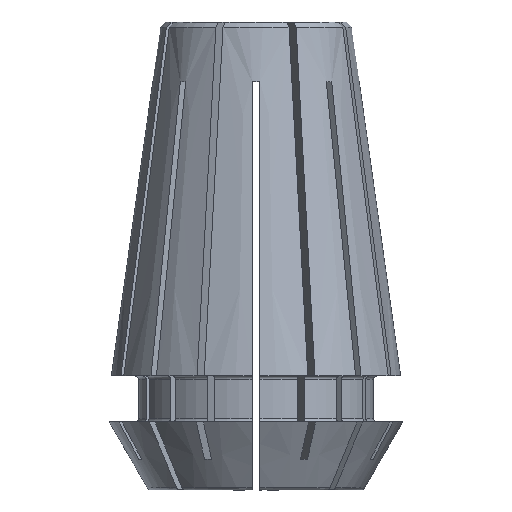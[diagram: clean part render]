
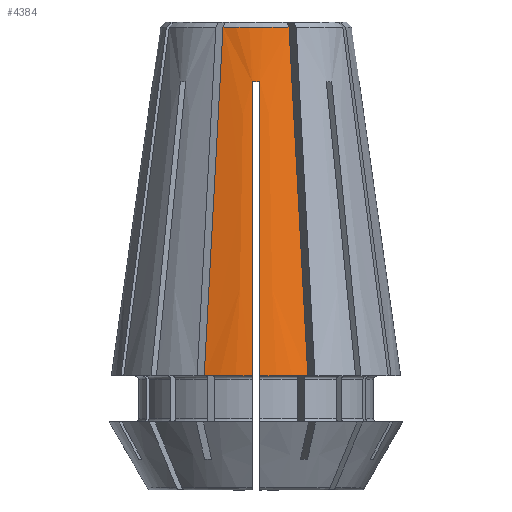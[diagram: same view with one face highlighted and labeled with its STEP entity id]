
A CAD part, front view. The second image highlights one B-rep face of the part: STEP entity #4384.
In plain terms, the highlighted conical face has half-angle 8 degrees and reference radius 5.619 mm.
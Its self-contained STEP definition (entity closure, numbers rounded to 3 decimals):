
#43=CONICAL_SURFACE('',#4862,5.619,0.14);
#192=B_SPLINE_CURVE_WITH_KNOTS('',3,(#7300,#7301,#7302,#7303,#7304,#7305,
#7306),.UNSPECIFIED.,.F.,.F.,(4,3,4),(0.,0.015,
0.021),.UNSPECIFIED.);
#210=B_SPLINE_CURVE_WITH_KNOTS('',3,(#7487,#7488,#7489,#7490,#7491,#7492,
#7493,#7494,#7495,#7496),.UNSPECIFIED.,.F.,.F.,(4,3,3,4),(0.009,
0.011,0.022,0.026),.UNSPECIFIED.);
#237=B_SPLINE_CURVE_WITH_KNOTS('',3,(#7945,#7946,#7947,#7948,#7949,#7950,
#7951),.UNSPECIFIED.,.F.,.F.,(4,3,4),(0.,0.015,
0.021),.UNSPECIFIED.);
#238=B_SPLINE_CURVE_WITH_KNOTS('',3,(#7952,#7953,#7954,#7955,#7956,#7957,
#7958,#7959,#7960,#7961),.UNSPECIFIED.,.F.,.F.,(4,3,3,4),(0.009,
0.011,0.022,0.026),.UNSPECIFIED.);
#1798=ORIENTED_EDGE('',*,*,#2284,.T.);
#1799=ORIENTED_EDGE('',*,*,#2876,.T.);
#1800=ORIENTED_EDGE('',*,*,#2863,.F.);
#1801=ORIENTED_EDGE('',*,*,#2627,.F.);
#1802=ORIENTED_EDGE('',*,*,#2315,.T.);
#1803=ORIENTED_EDGE('',*,*,#2877,.F.);
#1804=ORIENTED_EDGE('',*,*,#2692,.T.);
#1805=ORIENTED_EDGE('',*,*,#2691,.T.);
#2284=EDGE_CURVE('',#2975,#2974,#3419,.T.);
#2315=EDGE_CURVE('',#3001,#3003,#3432,.T.);
#2627=EDGE_CURVE('',#3001,#3252,#192,.T.);
#2691=EDGE_CURVE('',#3284,#2975,#210,.T.);
#2692=EDGE_CURVE('',#3290,#3284,#3540,.T.);
#2863=EDGE_CURVE('',#3252,#3382,#3634,.T.);
#2876=EDGE_CURVE('',#2974,#3382,#237,.T.);
#2877=EDGE_CURVE('',#3290,#3003,#238,.T.);
#2974=VERTEX_POINT('',#6295);
#2975=VERTEX_POINT('',#6297);
#3001=VERTEX_POINT('',#6369);
#3003=VERTEX_POINT('',#6373);
#3252=VERTEX_POINT('',#7307);
#3284=VERTEX_POINT('',#7469);
#3290=VERTEX_POINT('',#7499);
#3382=VERTEX_POINT('',#7921);
#3419=CIRCLE('',#4481,8.5);
#3432=CIRCLE('',#4500,8.5);
#3540=CIRCLE('',#4688,6.069);
#3634=CIRCLE('',#4850,5.619);
#3828=EDGE_LOOP('',(#1798,#1799,#1800,#1801,#1802,#1803,#1804,#1805));
#4052=FACE_BOUND('',#3828,.T.);
#4384=ADVANCED_FACE('',(#4052),#43,.T.);
#4481=AXIS2_PLACEMENT_3D('',#6296,#5008,#5009);
#4500=AXIS2_PLACEMENT_3D('',#6374,#5060,#5061);
#4688=AXIS2_PLACEMENT_3D('',#7498,#5598,#5599);
#4850=AXIS2_PLACEMENT_3D('',#7920,#5973,#5974);
#4862=AXIS2_PLACEMENT_3D('',#7944,#6003,#6004);
#5008=DIRECTION('',(0.,0.,1.));
#5009=DIRECTION('',(1.,0.,0.));
#5060=DIRECTION('',(0.,0.,1.));
#5061=DIRECTION('',(1.,0.,0.));
#5598=DIRECTION('',(0.,0.,1.));
#5599=DIRECTION('',(1.,0.,0.));
#5973=DIRECTION('',(0.,0.,1.));
#5974=DIRECTION('',(1.,0.,0.));
#6003=DIRECTION('',(0.,0.,-1.));
#6004=DIRECTION('',(-1.,0.,0.));
#6295=CARTESIAN_POINT('',(3.044,-7.936,6.7));
#6296=CARTESIAN_POINT('',(0.,0.,6.7));
#6297=CARTESIAN_POINT('',(0.225,-8.497,6.7));
#6369=CARTESIAN_POINT('',(-3.044,-7.936,6.7));
#6373=CARTESIAN_POINT('',(-0.225,-8.497,6.7));
#6374=CARTESIAN_POINT('',(0.,0.,6.7));
#7300=CARTESIAN_POINT('',(-3.044,-7.936,6.7));
#7301=CARTESIAN_POINT('',(-2.779,-7.297,11.626));
#7302=CARTESIAN_POINT('',(-2.514,-6.657,16.552));
#7303=CARTESIAN_POINT('',(-2.249,-6.017,21.478));
#7304=CARTESIAN_POINT('',(-2.146,-5.769,23.385));
#7305=CARTESIAN_POINT('',(-2.043,-5.521,25.293));
#7306=CARTESIAN_POINT('',(-1.941,-5.273,27.2));
#7307=CARTESIAN_POINT('',(-1.941,-5.273,27.2));
#7469=CARTESIAN_POINT('',(0.225,-6.064,24.));
#7487=CARTESIAN_POINT('',(0.225,-6.064,24.));
#7488=CARTESIAN_POINT('',(0.225,-6.166,23.279));
#7489=CARTESIAN_POINT('',(0.225,-6.267,22.558));
#7490=CARTESIAN_POINT('',(0.225,-6.369,21.837));
#7491=CARTESIAN_POINT('',(0.225,-6.888,18.144));
#7492=CARTESIAN_POINT('',(0.225,-7.407,14.45));
#7493=CARTESIAN_POINT('',(0.225,-7.927,10.757));
#7494=CARTESIAN_POINT('',(0.225,-8.117,9.405));
#7495=CARTESIAN_POINT('',(0.225,-8.307,8.052));
#7496=CARTESIAN_POINT('',(0.225,-8.497,6.7));
#7498=CARTESIAN_POINT('',(0.,0.,24.));
#7499=CARTESIAN_POINT('',(-0.225,-6.064,24.));
#7920=CARTESIAN_POINT('',(0.,0.,27.2));
#7921=CARTESIAN_POINT('',(1.941,-5.273,27.2));
#7944=CARTESIAN_POINT('',(0.,0.,27.2));
#7945=CARTESIAN_POINT('',(3.044,-7.936,6.7));
#7946=CARTESIAN_POINT('',(2.779,-7.297,11.626));
#7947=CARTESIAN_POINT('',(2.514,-6.657,16.552));
#7948=CARTESIAN_POINT('',(2.249,-6.017,21.478));
#7949=CARTESIAN_POINT('',(2.146,-5.769,23.385));
#7950=CARTESIAN_POINT('',(2.043,-5.521,25.293));
#7951=CARTESIAN_POINT('',(1.941,-5.273,27.2));
#7952=CARTESIAN_POINT('',(-0.225,-6.064,24.));
#7953=CARTESIAN_POINT('',(-0.225,-6.166,23.279));
#7954=CARTESIAN_POINT('',(-0.225,-6.267,22.558));
#7955=CARTESIAN_POINT('',(-0.225,-6.369,21.837));
#7956=CARTESIAN_POINT('',(-0.225,-6.888,18.144));
#7957=CARTESIAN_POINT('',(-0.225,-7.407,14.45));
#7958=CARTESIAN_POINT('',(-0.225,-7.927,10.757));
#7959=CARTESIAN_POINT('',(-0.225,-8.117,9.405));
#7960=CARTESIAN_POINT('',(-0.225,-8.307,8.052));
#7961=CARTESIAN_POINT('',(-0.225,-8.497,6.7));
